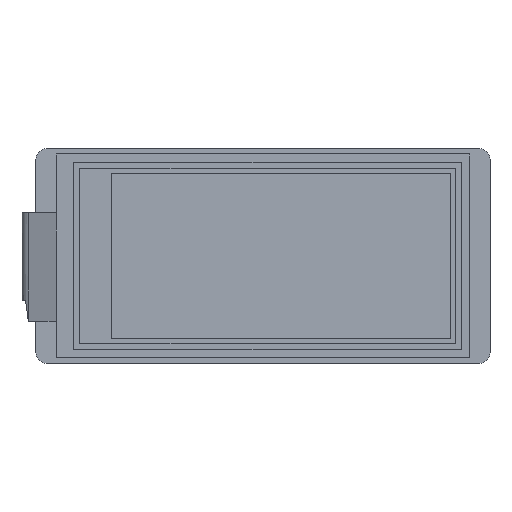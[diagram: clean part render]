
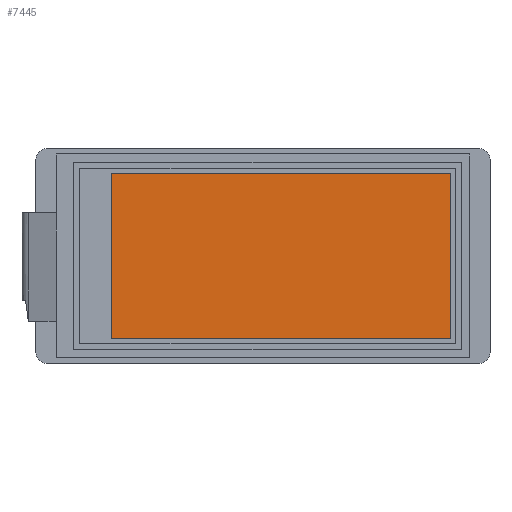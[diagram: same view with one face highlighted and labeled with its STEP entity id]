
A CAD part, top view. The second image highlights one B-rep face of the part: STEP entity #7445.
In plain terms, the highlighted planar face has unit normal (0, 0, 1).
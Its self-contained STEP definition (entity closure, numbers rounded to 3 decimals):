
#7355 = VERTEX_POINT('',#7356);
#7356 = CARTESIAN_POINT('',(-24.27,11.849,16.45));
#7362 = EDGE_CURVE('',#7363,#7355,#7365,.T.);
#7363 = VERTEX_POINT('',#7364);
#7364 = CARTESIAN_POINT('',(24.28,11.849,16.45));
#7365 = LINE('',#7366,#7367);
#7366 = CARTESIAN_POINT('',(-2.62,11.849,16.45));
#7367 = VECTOR('',#7368,1.);
#7368 = DIRECTION('',(-1.,0.,0.));
#7386 = EDGE_CURVE('',#7387,#7363,#7389,.T.);
#7387 = VERTEX_POINT('',#7388);
#7388 = CARTESIAN_POINT('',(24.28,-11.861,16.45));
#7389 = LINE('',#7390,#7391);
#7390 = CARTESIAN_POINT('',(24.28,-0.005,16.45));
#7391 = VECTOR('',#7392,1.);
#7392 = DIRECTION('',(0.,1.,0.));
#7410 = EDGE_CURVE('',#7411,#7387,#7413,.T.);
#7411 = VERTEX_POINT('',#7412);
#7412 = CARTESIAN_POINT('',(-24.27,-11.861,16.45));
#7413 = LINE('',#7414,#7415);
#7414 = CARTESIAN_POINT('',(-2.62,-11.861,16.45));
#7415 = VECTOR('',#7416,1.);
#7416 = DIRECTION('',(1.,0.,0.));
#7434 = EDGE_CURVE('',#7355,#7411,#7435,.T.);
#7435 = LINE('',#7436,#7437);
#7436 = CARTESIAN_POINT('',(-24.27,-0.005,16.45));
#7437 = VECTOR('',#7438,1.);
#7438 = DIRECTION('',(0.,-1.,0.));
#7445 = ADVANCED_FACE('',(#7446),#7452,.T.);
#7446 = FACE_BOUND('',#7447,.T.);
#7447 = EDGE_LOOP('',(#7448,#7449,#7450,#7451));
#7448 = ORIENTED_EDGE('',*,*,#7362,.T.);
#7449 = ORIENTED_EDGE('',*,*,#7434,.T.);
#7450 = ORIENTED_EDGE('',*,*,#7410,.T.);
#7451 = ORIENTED_EDGE('',*,*,#7386,.T.);
#7452 = PLANE('',#7453);
#7453 = AXIS2_PLACEMENT_3D('',#7454,#7455,#7456);
#7454 = CARTESIAN_POINT('',(-2.62,-0.005,16.45));
#7455 = DIRECTION('',(0.,0.,1.));
#7456 = DIRECTION('',(1.,0.,0.));
